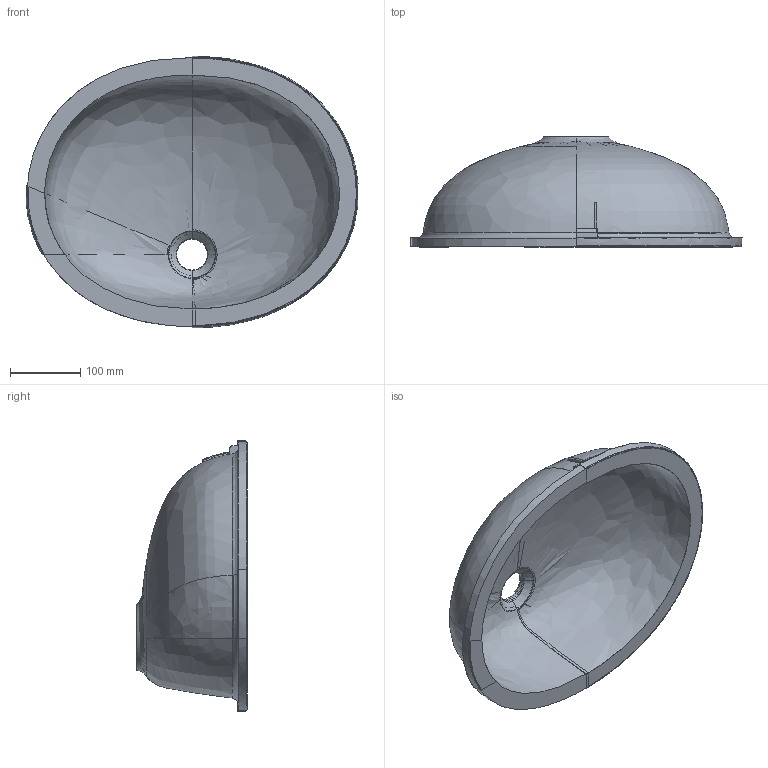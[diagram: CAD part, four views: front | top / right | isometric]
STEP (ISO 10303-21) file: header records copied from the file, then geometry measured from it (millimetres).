
FILE_DESCRIPTION (( 'STEP AP214' ), '1' );
FILE_NAME ('810_acabada_def..STEP', '2018-07-17T11:19:18', ( '' ), ( '' ), 'SwSTEP 2.0', 'SolidWorks 2014', '' );
FILE_SCHEMA (( 'AUTOMOTIVE_DESIGN' ));
Length unit declared in the file: millimetre
Products named in the file (1): 810_acabada_def.
Bounding box: 472.49 x 157.09 x 386.98 mm (x, y, z)
Volume: 4255361.7 mm3; surface area: 779584 mm2
Topology: 2 solids, 2 shells, 110 faces, 275 edges, 167 vertices
Faces by surface type: bspline 65, plane 16, cone 10, torus 9, cylinder 8, sphere 2
Entity records: 24556 total; most frequent: CARTESIAN_POINT 22523, ORIENTED_EDGE 546, EDGE_CURVE 273, DIRECTION 216, VERTEX_POINT 167, B_SPLINE_CURVE_WITH_KNOTS 165, EDGE_LOOP 114, FACE_OUTER_BOUND 110
